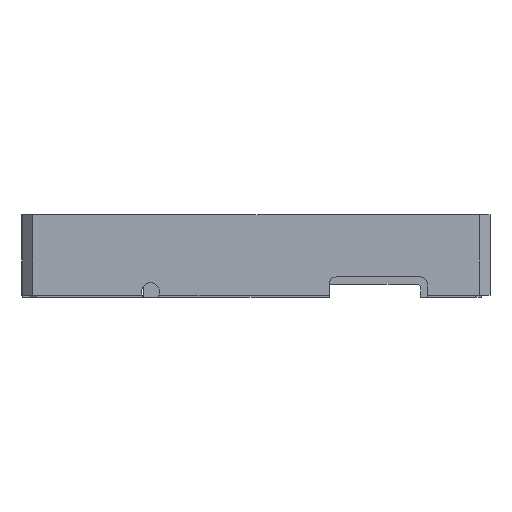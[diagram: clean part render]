
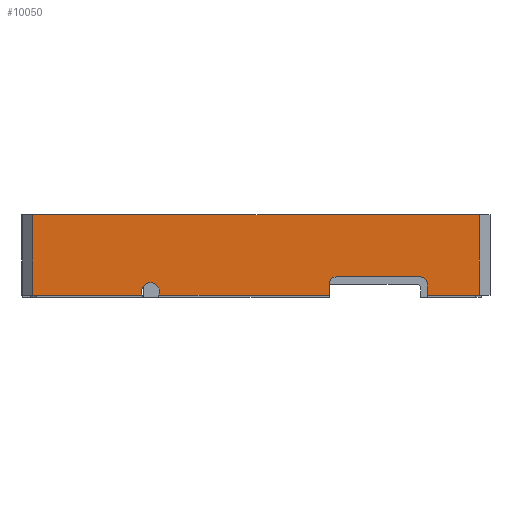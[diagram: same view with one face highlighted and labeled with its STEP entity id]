
A CAD part, front view. The second image highlights one B-rep face of the part: STEP entity #10050.
In plain terms, the highlighted planar face has unit normal (0, -1, 0).
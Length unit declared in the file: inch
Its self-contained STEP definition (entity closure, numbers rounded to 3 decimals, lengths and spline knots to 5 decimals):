
#525=LINE('',#13557,#1655);
#534=LINE('',#13578,#1664);
#552=LINE('',#13620,#1682);
#587=LINE('',#13692,#1717);
#593=LINE('',#13703,#1723);
#661=LINE('',#13840,#1791);
#662=LINE('',#13844,#1792);
#663=LINE('',#13847,#1793);
#664=LINE('',#13848,#1794);
#1655=VECTOR('',#11230,0.3937);
#1664=VECTOR('',#11245,0.3937);
#1682=VECTOR('',#11283,0.3937);
#1717=VECTOR('',#11338,0.3937);
#1723=VECTOR('',#11346,0.3937);
#1791=VECTOR('',#11422,0.3937);
#1792=VECTOR('',#11425,0.3937);
#1793=VECTOR('',#11428,0.3937);
#1794=VECTOR('',#11429,0.3937);
#2798=FACE_OUTER_BOUND('',#3332,.T.);
#3332=EDGE_LOOP('',(#6799,#6800,#6801,#6802,#6803,#6804,#6805,#6806,#6807,
#6808,#6809,#6810));
#3876=CIRCLE('',#10619,0.03937);
#3877=CIRCLE('',#10620,0.03937);
#3878=CIRCLE('',#10621,0.05118);
#4053=VERTEX_POINT('',#13534);
#4063=VERTEX_POINT('',#13555);
#4070=VERTEX_POINT('',#13572);
#4072=VERTEX_POINT('',#13576);
#4085=VERTEX_POINT('',#13617);
#4086=VERTEX_POINT('',#13619);
#4113=VERTEX_POINT('',#13691);
#4117=VERTEX_POINT('',#13701);
#4182=VERTEX_POINT('',#13839);
#4183=VERTEX_POINT('',#13841);
#4184=VERTEX_POINT('',#13843);
#4185=VERTEX_POINT('',#13846);
#5076=EDGE_CURVE('',#4053,#4063,#525,.T.);
#5086=EDGE_CURVE('',#4070,#4072,#534,.T.);
#5106=EDGE_CURVE('',#4086,#4085,#552,.T.);
#5141=EDGE_CURVE('',#4113,#4053,#587,.T.);
#5147=EDGE_CURVE('',#4117,#4063,#593,.T.);
#5215=EDGE_CURVE('',#4072,#4182,#661,.T.);
#5216=EDGE_CURVE('',#4183,#4182,#3876,.T.);
#5217=EDGE_CURVE('',#4183,#4184,#662,.T.);
#5218=EDGE_CURVE('',#4113,#4184,#3877,.T.);
#5219=EDGE_CURVE('',#4185,#4117,#663,.T.);
#5220=EDGE_CURVE('',#4086,#4185,#664,.T.);
#5221=EDGE_CURVE('',#4085,#4070,#3878,.T.);
#6799=ORIENTED_EDGE('',*,*,#5086,.T.);
#6800=ORIENTED_EDGE('',*,*,#5215,.T.);
#6801=ORIENTED_EDGE('',*,*,#5216,.F.);
#6802=ORIENTED_EDGE('',*,*,#5217,.T.);
#6803=ORIENTED_EDGE('',*,*,#5218,.F.);
#6804=ORIENTED_EDGE('',*,*,#5141,.T.);
#6805=ORIENTED_EDGE('',*,*,#5076,.T.);
#6806=ORIENTED_EDGE('',*,*,#5147,.F.);
#6807=ORIENTED_EDGE('',*,*,#5219,.F.);
#6808=ORIENTED_EDGE('',*,*,#5220,.F.);
#6809=ORIENTED_EDGE('',*,*,#5106,.T.);
#6810=ORIENTED_EDGE('',*,*,#5221,.T.);
#9721=PLANE('',#10618);
#10050=ADVANCED_FACE('',(#2798),#9721,.T.);
#10618=AXIS2_PLACEMENT_3D('',#13838,#11420,#11421);
#10619=AXIS2_PLACEMENT_3D('',#13842,#11423,#11424);
#10620=AXIS2_PLACEMENT_3D('',#13845,#11426,#11427);
#10621=AXIS2_PLACEMENT_3D('',#13849,#11430,#11431);
#11230=DIRECTION('',(1.,0.,0.));
#11245=DIRECTION('',(1.,0.,0.));
#11283=DIRECTION('',(1.,0.,0.));
#11338=DIRECTION('',(0.,0.,-1.));
#11346=DIRECTION('',(0.,0.,-1.));
#11420=DIRECTION('center_axis',(0.,-1.,0.));
#11421=DIRECTION('ref_axis',(1.,0.,0.));
#11422=DIRECTION('',(0.,0.,1.));
#11423=DIRECTION('center_axis',(0.,-1.,0.));
#11424=DIRECTION('ref_axis',(-0.707,0.,0.707));
#11425=DIRECTION('',(1.,0.,0.));
#11426=DIRECTION('center_axis',(0.,-1.,0.));
#11427=DIRECTION('ref_axis',(0.707,0.,0.707));
#11428=DIRECTION('',(1.,0.,0.));
#11429=DIRECTION('',(0.,0.,1.));
#11430=DIRECTION('center_axis',(0.,1.,0.));
#11431=DIRECTION('ref_axis',(-1.,0.,0.));
#13534=CARTESIAN_POINT('',(2.27819,0.,-0.25677));
#13555=CARTESIAN_POINT('',(2.57087,0.,-0.25677));
#13557=CARTESIAN_POINT('',(1.08677,0.,-0.25677));
#13572=CARTESIAN_POINT('',(0.76932,0.,-0.25677));
#13576=CARTESIAN_POINT('',(1.72701,0.,-0.25677));
#13578=CARTESIAN_POINT('',(1.08677,0.,-0.25677));
#13617=CARTESIAN_POINT('',(0.67557,0.,-0.25677));
#13619=CARTESIAN_POINT('',(0.05906,0.,-0.25677));
#13620=CARTESIAN_POINT('',(0.16787,0.,-0.25677));
#13691=CARTESIAN_POINT('',(2.27819,0.,-0.19291));
#13692=CARTESIAN_POINT('',(2.27819,0.,-0.07677));
#13701=CARTESIAN_POINT('',(2.57087,0.,0.19685));
#13703=CARTESIAN_POINT('',(2.57087,0.,-0.28368));
#13838=CARTESIAN_POINT('Origin',(0.,0.,0.));
#13839=CARTESIAN_POINT('',(1.72701,0.,-0.19291));
#13840=CARTESIAN_POINT('',(1.72701,0.,-0.17366));
#13841=CARTESIAN_POINT('',(1.76638,0.,-0.15354));
#13842=CARTESIAN_POINT('Origin',(1.76638,0.,-0.19291));
#13843=CARTESIAN_POINT('',(2.23882,0.,-0.15354));
#13844=CARTESIAN_POINT('',(0.86351,0.,-0.15354));
#13845=CARTESIAN_POINT('Origin',(2.23882,0.,-0.19291));
#13846=CARTESIAN_POINT('',(0.05906,0.,0.19685));
#13847=CARTESIAN_POINT('',(0.,0.,0.19685));
#13848=CARTESIAN_POINT('',(0.05906,0.,0.));
#13849=CARTESIAN_POINT('Origin',(0.72244,0.,-0.23622));
